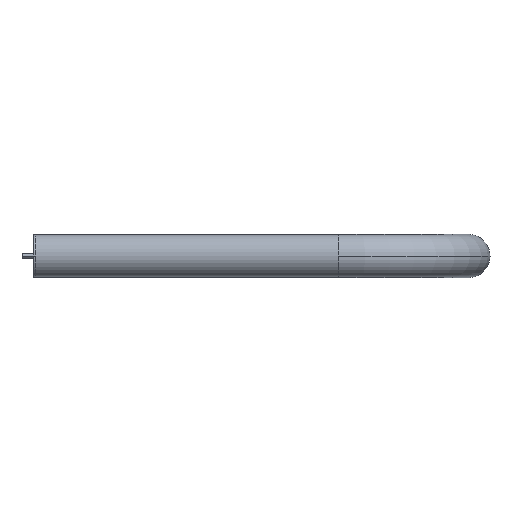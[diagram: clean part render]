
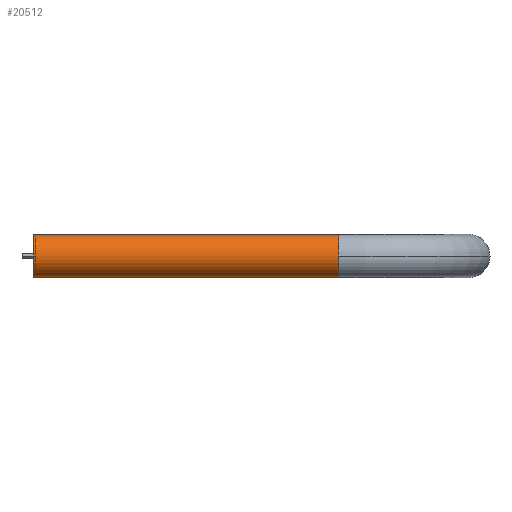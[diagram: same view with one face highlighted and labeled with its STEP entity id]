
A CAD part, front view. The second image highlights one B-rep face of the part: STEP entity #20512.
In plain terms, the highlighted cylindrical face has radius 9.7 mm (diameter 19.4 mm), a partial arc.
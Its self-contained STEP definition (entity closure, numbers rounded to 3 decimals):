
#1044 = VECTOR ( 'NONE', #2087, 1000. ) ;
#1226 = CARTESIAN_POINT ( 'NONE',  ( 39.384, -139.906, -9.7 ) ) ;
#1607 = AXIS2_PLACEMENT_3D ( 'NONE', #3160, #5098, #7941 ) ;
#1755 = CARTESIAN_POINT ( 'NONE',  ( 39.384, -139.906, 0. ) ) ;
#1887 = CARTESIAN_POINT ( 'NONE',  ( -97.583, -139.906, -9.7 ) ) ;
#1901 = AXIS2_PLACEMENT_3D ( 'NONE', #1755, #3292, #19678 ) ;
#2087 = DIRECTION ( 'NONE',  ( -1., 0., 0. ) ) ;
#2343 = DIRECTION ( 'NONE',  ( -1., 0., 0. ) ) ;
#2565 = CARTESIAN_POINT ( 'NONE',  ( 39.384, -139.906, 9.7 ) ) ;
#3160 = CARTESIAN_POINT ( 'NONE',  ( 39.384, -139.906, 0. ) ) ;
#3292 = DIRECTION ( 'NONE',  ( -1., 0., 0. ) ) ;
#3739 = EDGE_CURVE ( 'NONE', #4391, #21309, #19644, .T. ) ;
#4391 = VERTEX_POINT ( 'NONE', #4999 ) ;
#4545 = VECTOR ( 'NONE', #12741, 1000. ) ;
#4999 = CARTESIAN_POINT ( 'NONE',  ( 39.384, -149.606, 0. ) ) ;
#5098 = DIRECTION ( 'NONE',  ( -1., 0., 0. ) ) ;
#5123 = EDGE_CURVE ( 'NONE', #17281, #5538, #20460, .T. ) ;
#5223 = CARTESIAN_POINT ( 'NONE',  ( 39.384, -139.906, -9.7 ) ) ;
#5252 = ORIENTED_EDGE ( 'NONE', *, *, #3739, .T. ) ;
#5538 = VERTEX_POINT ( 'NONE', #16793 ) ;
#5825 = VERTEX_POINT ( 'NONE', #5223 ) ;
#6261 = CARTESIAN_POINT ( 'NONE',  ( 39.384, -139.906, 0. ) ) ;
#7515 = ORIENTED_EDGE ( 'NONE', *, *, #5123, .F. ) ;
#7765 = EDGE_CURVE ( 'NONE', #5825, #4391, #13706, .T. ) ;
#7941 = DIRECTION ( 'NONE',  ( 0., -1., 0. ) ) ;
#8328 = AXIS2_PLACEMENT_3D ( 'NONE', #11902, #2343, #20359 ) ;
#8714 = LINE ( 'NONE', #15331, #1044 ) ;
#9411 = CYLINDRICAL_SURFACE ( 'NONE', #16567, 9.7 ) ;
#11350 = DIRECTION ( 'NONE',  ( -1., 0., 0. ) ) ;
#11865 = EDGE_CURVE ( 'NONE', #5825, #17281, #17520, .T. ) ;
#11902 = CARTESIAN_POINT ( 'NONE',  ( -97.583, -139.906, 0. ) ) ;
#12741 = DIRECTION ( 'NONE',  ( -1., 0., 0. ) ) ;
#13706 = CIRCLE ( 'NONE', #1901, 9.7 ) ;
#13935 = EDGE_CURVE ( 'NONE', #21309, #5538, #8714, .T. ) ;
#14296 = ORIENTED_EDGE ( 'NONE', *, *, #13935, .T. ) ;
#14807 = FACE_OUTER_BOUND ( 'NONE', #17899, .T. ) ;
#15331 = CARTESIAN_POINT ( 'NONE',  ( 39.384, -139.906, 9.7 ) ) ;
#16567 = AXIS2_PLACEMENT_3D ( 'NONE', #6261, #11350, #17650 ) ;
#16793 = CARTESIAN_POINT ( 'NONE',  ( -97.583, -139.906, 9.7 ) ) ;
#17281 = VERTEX_POINT ( 'NONE', #1887 ) ;
#17520 = LINE ( 'NONE', #1226, #4545 ) ;
#17650 = DIRECTION ( 'NONE',  ( 0., 0., 1. ) ) ;
#17664 = ORIENTED_EDGE ( 'NONE', *, *, #11865, .F. ) ;
#17715 = ORIENTED_EDGE ( 'NONE', *, *, #7765, .T. ) ;
#17899 = EDGE_LOOP ( 'NONE', ( #17664, #17715, #5252, #14296, #7515 ) ) ;
#19644 = CIRCLE ( 'NONE', #1607, 9.7 ) ;
#19678 = DIRECTION ( 'NONE',  ( 0., -1., 0. ) ) ;
#20359 = DIRECTION ( 'NONE',  ( 0., -1., 0. ) ) ;
#20460 = CIRCLE ( 'NONE', #8328, 9.7 ) ;
#20512 = ADVANCED_FACE ( 'NONE', ( #14807 ), #9411, .T. ) ;
#21309 = VERTEX_POINT ( 'NONE', #2565 ) ;
